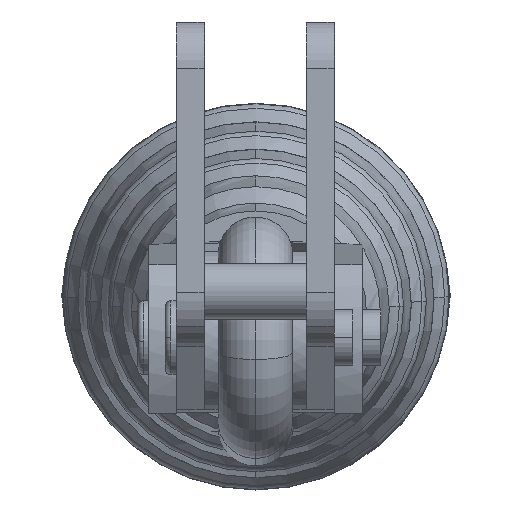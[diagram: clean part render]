
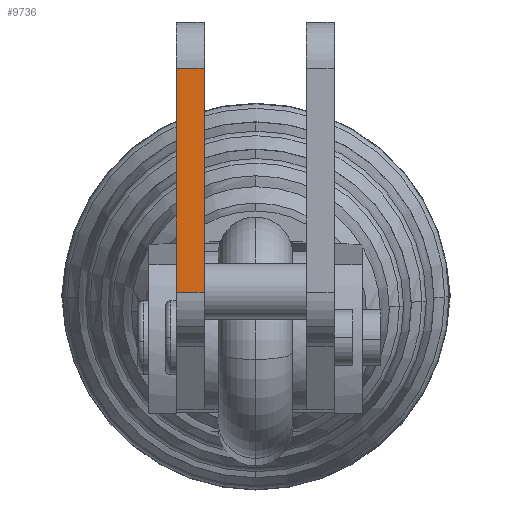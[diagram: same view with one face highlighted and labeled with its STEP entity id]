
A CAD part, left-side view. The second image highlights one B-rep face of the part: STEP entity #9736.
In plain terms, the highlighted planar face has unit normal (-1, 0, 0).
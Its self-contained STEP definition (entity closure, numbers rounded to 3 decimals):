
#9533=CARTESIAN_POINT('',(-136.774,29.316,41.964));
#9534=VERTEX_POINT('',#9533);
#9542=CARTESIAN_POINT('',(-136.774,29.316,17.86));
#9543=VERTEX_POINT('',#9542);
#9544=CARTESIAN_POINT('',(-136.774,29.316,17.86));
#9545=DIRECTION('',(0.0,0.0,1.0));
#9546=VECTOR('',#9545,24.104);
#9547=LINE('',#9544,#9546);
#9548=EDGE_CURVE('',#9543,#9534,#9547,.T.);
#9617=CARTESIAN_POINT('',(-136.773,32.316,17.86));
#9618=VERTEX_POINT('',#9617);
#9619=CARTESIAN_POINT('',(-136.774,29.316,17.86));
#9620=DIRECTION('',(0.,1.,0.0));
#9621=VECTOR('',#9620,3.);
#9622=LINE('',#9619,#9621);
#9623=EDGE_CURVE('',#9543,#9618,#9622,.T.);
#9641=CARTESIAN_POINT('',(-136.773,32.316,41.964));
#9642=VERTEX_POINT('',#9641);
#9643=CARTESIAN_POINT('',(-136.773,32.316,41.964));
#9644=DIRECTION('',(0.0,0.0,-1.0));
#9645=VECTOR('',#9644,24.104);
#9646=LINE('',#9643,#9645);
#9647=EDGE_CURVE('',#9642,#9618,#9646,.T.);
#9720=CARTESIAN_POINT('',(-136.773,32.316,13.256));
#9721=DIRECTION('',(-1.,0.,0.));
#9722=DIRECTION('',(0.,1.,0.));
#9723=AXIS2_PLACEMENT_3D('',#9720,#9721,#9722);
#9724=PLANE('',#9723);
#9725=ORIENTED_EDGE('',*,*,#9623,.F.);
#9726=ORIENTED_EDGE('',*,*,#9548,.T.);
#9727=CARTESIAN_POINT('',(-136.773,32.316,41.964));
#9728=DIRECTION('',(0.,-1.,0.0));
#9729=VECTOR('',#9728,3.);
#9730=LINE('',#9727,#9729);
#9731=EDGE_CURVE('',#9642,#9534,#9730,.T.);
#9732=ORIENTED_EDGE('',*,*,#9731,.F.);
#9733=ORIENTED_EDGE('',*,*,#9647,.T.);
#9734=EDGE_LOOP('',(#9725,#9726,#9732,#9733));
#9735=FACE_OUTER_BOUND('',#9734,.T.);
#9736=ADVANCED_FACE('',(#9735),#9724,.T.);
